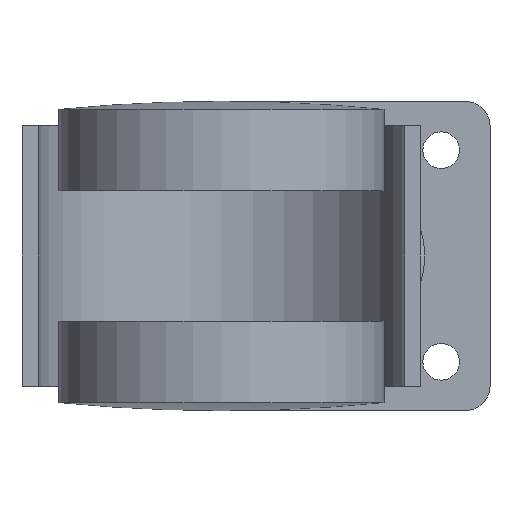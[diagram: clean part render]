
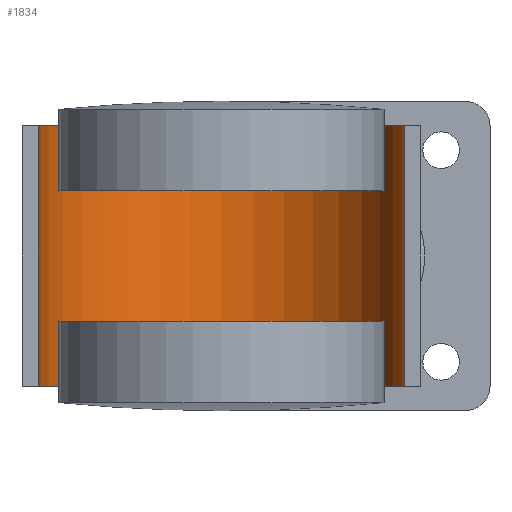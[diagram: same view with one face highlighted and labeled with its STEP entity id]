
A CAD part, front view. The second image highlights one B-rep face of the part: STEP entity #1834.
In plain terms, the highlighted cylindrical face has radius 22.5 mm (diameter 45 mm), a partial arc.
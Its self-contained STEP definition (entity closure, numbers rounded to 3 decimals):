
#37 = CARTESIAN_POINT ( 'NONE',  ( 0., 0., 16. ) ) ;
#125 = VECTOR ( 'NONE', #1226, 1000. ) ;
#130 = ORIENTED_EDGE ( 'NONE', *, *, #580, .F. ) ;
#173 = DIRECTION ( 'NONE',  ( -1., 0., 0. ) ) ;
#190 = CIRCLE ( 'NONE', #763, 22.5 ) ;
#198 = CARTESIAN_POINT ( 'NONE',  ( 22.5, 0., 16. ) ) ;
#224 = ORIENTED_EDGE ( 'NONE', *, *, #788, .F. ) ;
#239 = VERTEX_POINT ( 'NONE', #918 ) ;
#336 = DIRECTION ( 'NONE',  ( 0., 0., -1. ) ) ;
#351 = LINE ( 'NONE', #1195, #697 ) ;
#401 = EDGE_CURVE ( 'NONE', #1157, #1248, #190, .T. ) ;
#580 = EDGE_CURVE ( 'NONE', #650, #1248, #351, .T. ) ;
#650 = VERTEX_POINT ( 'NONE', #198 ) ;
#697 = VECTOR ( 'NONE', #1850, 1000. ) ;
#763 = AXIS2_PLACEMENT_3D ( 'NONE', #1123, #1945, #949 ) ;
#770 = ORIENTED_EDGE ( 'NONE', *, *, #1234, .T. ) ;
#788 = EDGE_CURVE ( 'NONE', #239, #650, #2029, .T. ) ;
#918 = CARTESIAN_POINT ( 'NONE',  ( -22.5, 0., 16. ) ) ;
#949 = DIRECTION ( 'NONE',  ( -1., 0., 0. ) ) ;
#953 = LINE ( 'NONE', #1613, #125 ) ;
#957 = CYLINDRICAL_SURFACE ( 'NONE', #1807, 22.5 ) ;
#1077 = CARTESIAN_POINT ( 'NONE',  ( -22.5, 0., -16. ) ) ;
#1118 = DIRECTION ( 'NONE',  ( 0., 0., -1. ) ) ;
#1123 = CARTESIAN_POINT ( 'NONE',  ( 0., 0., -16. ) ) ;
#1157 = VERTEX_POINT ( 'NONE', #1077 ) ;
#1195 = CARTESIAN_POINT ( 'NONE',  ( 22.5, 0., 16. ) ) ;
#1226 = DIRECTION ( 'NONE',  ( 0., 0., -1. ) ) ;
#1234 = EDGE_CURVE ( 'NONE', #239, #1157, #953, .T. ) ;
#1248 = VERTEX_POINT ( 'NONE', #1665 ) ;
#1283 = CARTESIAN_POINT ( 'NONE',  ( 0., 0., 16. ) ) ;
#1469 = ORIENTED_EDGE ( 'NONE', *, *, #401, .T. ) ;
#1613 = CARTESIAN_POINT ( 'NONE',  ( -22.5, 0., 16. ) ) ;
#1656 = FACE_OUTER_BOUND ( 'NONE', #1722, .T. ) ;
#1665 = CARTESIAN_POINT ( 'NONE',  ( 22.5, 0., -16. ) ) ;
#1713 = AXIS2_PLACEMENT_3D ( 'NONE', #37, #336, #173 ) ;
#1722 = EDGE_LOOP ( 'NONE', ( #1469, #130, #224, #770 ) ) ;
#1807 = AXIS2_PLACEMENT_3D ( 'NONE', #1283, #1118, #1973 ) ;
#1834 = ADVANCED_FACE ( 'NONE', ( #1656 ), #957, .F. ) ;
#1850 = DIRECTION ( 'NONE',  ( 0., 0., -1. ) ) ;
#1945 = DIRECTION ( 'NONE',  ( 0., 0., -1. ) ) ;
#1973 = DIRECTION ( 'NONE',  ( -1., 0., 0. ) ) ;
#2029 = CIRCLE ( 'NONE', #1713, 22.5 ) ;
